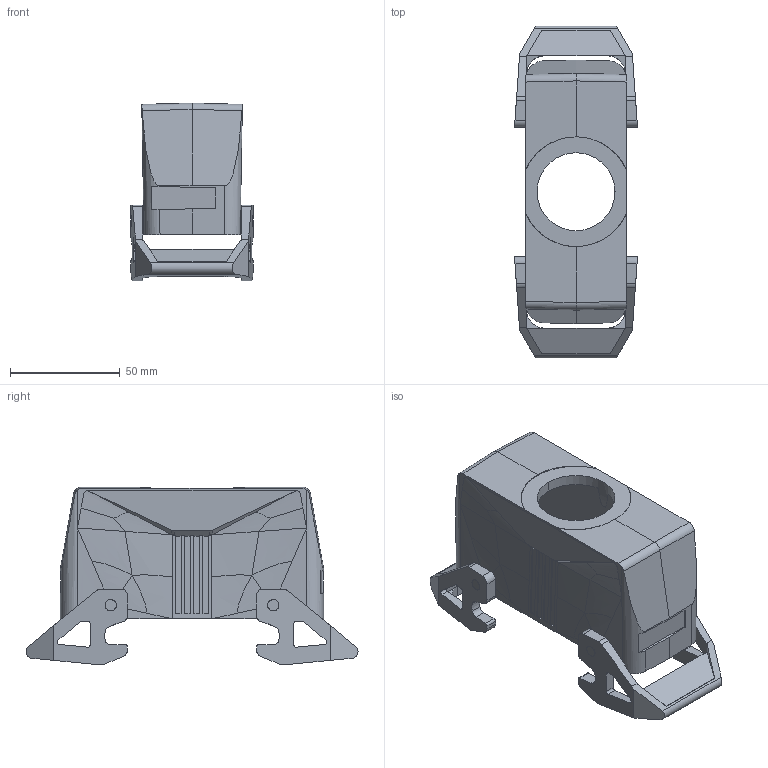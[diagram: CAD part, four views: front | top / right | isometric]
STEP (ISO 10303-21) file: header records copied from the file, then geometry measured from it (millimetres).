
FILE_DESCRIPTION(('Creo Elements/Direct Modeling STEP Export'),'2;1');
FILE_NAME('model.stp','2019-06-19T 5:49:07',(''),(''),'Creo Elements/Direct Modeling STEP processor for AP214 (Solid Model)','Creo Elements/Direct Modeling 20.1A 29-Sep-2018 (C) Parametric Technology GmbH','');
FILE_SCHEMA(('AUTOMOTIVE_DESIGN { 1 0 10303 214 1 1 1 1 }'));
Length unit declared in the file: millimetre
Products named in the file (2): HC_STA_B24_HLWD_1TTP29_EL_AL-select
Assembly tree (1 placements, depth 2):
  HC_STA_B24_HLWD_1TTP29_EL_AL-select
    HC_STA_B24_HLWD_1TTP29_EL_AL-select
Bounding box: 56 x 151.2 x 80.99 mm (x, y, z)
Volume: 112030.9 mm3; surface area: 56051.5 mm2
Topology: 1 solids, 1 shells, 353 faces, 967 edges, 630 vertices
Faces by surface type: plane 193, cylinder 118, bspline 40, cone 2
Entity records: 16827 total; most frequent: CARTESIAN_POINT 7037, ORIENTED_EDGE 1934, DIRECTION 1579, EDGE_CURVE 967, VERTEX_POINT 630, VECTOR 567, LINE 567, AXIS2_PLACEMENT_3D 506
